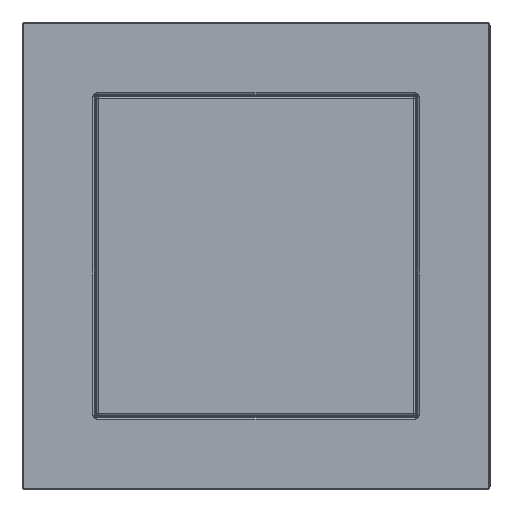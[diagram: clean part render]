
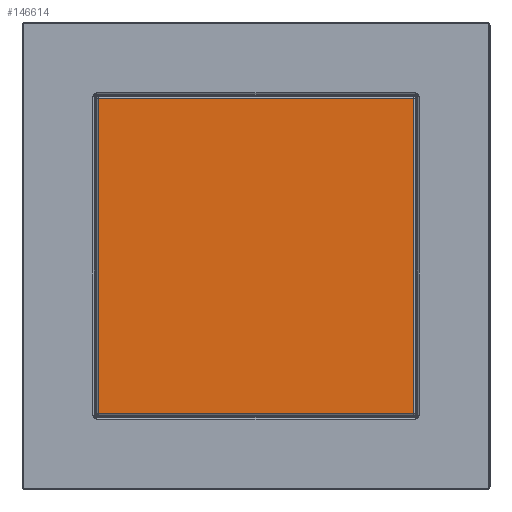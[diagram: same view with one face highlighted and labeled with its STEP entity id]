
A CAD part, top view. The second image highlights one B-rep face of the part: STEP entity #146614.
In plain terms, the highlighted face is planar.
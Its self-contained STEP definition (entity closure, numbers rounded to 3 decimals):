
#134333=DIRECTION('',(1.,0.,0.));
#134334=VECTOR('',#134333,54.881);
#134335=CARTESIAN_POINT('',(-27.44,6.2,27.44));
#134336=LINE('2024',#134335,#134334);
#134340=DIRECTION('',(0.,0.,1.));
#134341=VECTOR('',#134340,54.881);
#134342=CARTESIAN_POINT('',(-27.44,6.2,-27.44));
#134343=LINE('2027',#134342,#134341);
#134347=DIRECTION('',(-1.,0.,0.));
#134348=VECTOR('',#134347,54.881);
#134349=CARTESIAN_POINT('',(27.44,6.2,-27.44));
#134350=LINE('2032',#134349,#134348);
#134354=DIRECTION('',(0.,0.,-1.));
#134355=VECTOR('',#134354,54.881);
#134356=CARTESIAN_POINT('',(27.44,6.2,27.44));
#134357=LINE('2036',#134356,#134355);
#141882=CARTESIAN_POINT('',(-27.44,6.2,27.44));
#141883=CARTESIAN_POINT('',(27.44,6.2,27.44));
#141884=VERTEX_POINT('',#141882);
#141885=VERTEX_POINT('',#141883);
#141892=CARTESIAN_POINT('',(-27.44,6.2,-27.44));
#141893=VERTEX_POINT('',#141892);
#141904=CARTESIAN_POINT('',(27.44,6.2,-27.44));
#141905=VERTEX_POINT('',#141904);
#146601=CARTESIAN_POINT('',(0.,6.2,0.));
#146602=DIRECTION('',(0.,1.,0.));
#146603=DIRECTION('',(0.,0.,-1.));
#146604=AXIS2_PLACEMENT_3D('',#146601,#146602,#146603);
#146605=PLANE('1910',#146604);
#146606=ORIENTED_EDGE('2024',*,*,#146545,.F.);
#146607=ORIENTED_EDGE('2027',*,*,#146584,.F.);
#146609=ORIENTED_EDGE('2032',*,*,#146608,.F.);
#146611=ORIENTED_EDGE('2036',*,*,#146610,.F.);
#146612=EDGE_LOOP('1910',(#146606,#146607,#146609,#146611));
#146613=FACE_OUTER_BOUND('1910',#146612,.F.);
#146545=EDGE_CURVE('2024',#141884,#141885,#134336,.T.);
#146584=EDGE_CURVE('2027',#141893,#141884,#134343,.T.);
#146608=EDGE_CURVE('2032',#141905,#141893,#134350,.T.);
#146610=EDGE_CURVE('2036',#141885,#141905,#134357,.T.);
#146614=ADVANCED_FACE('1910',(#146613),#146605,.T.);
